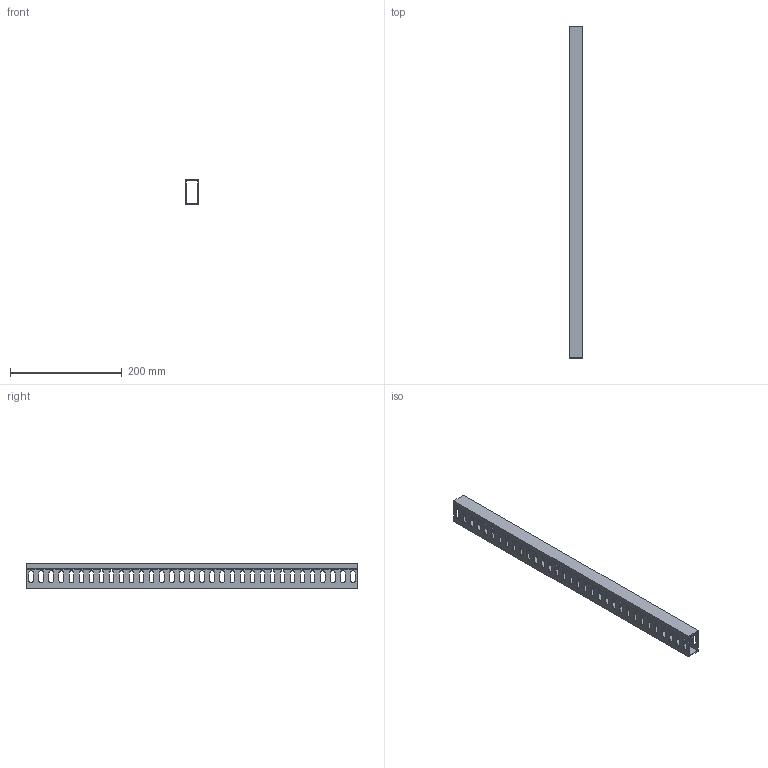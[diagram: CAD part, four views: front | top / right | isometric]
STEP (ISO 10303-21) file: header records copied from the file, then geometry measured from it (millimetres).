
FILE_DESCRIPTION(('FreeCAD Model'),'2;1');
FILE_NAME('Open CASCADE Shape Model','2023-04-06T10:03:43',(''),(''), 'Open CASCADE STEP processor 7.6','FreeCAD','Unknown');
FILE_SCHEMA(('AUTOMOTIVE_DESIGN { 1 0 10303 214 1 1 1 1 }'));
Length unit declared in the file: millimetre
Products named in the file (3): Slotted_Channel; Duct; Lid
Assembly tree (2 placements, depth 2):
  Slotted_Channel
    Duct
    Lid
Bounding box: 25 x 594 x 45 mm (x, y, z)
Volume: 132217.9 mm3; surface area: 144798.1 mm2
Topology: 2 solids, 2 shells, 548 faces, 1632 edges, 1088 vertices
Faces by surface type: plane 350, cylinder 198
Entity records: 18458 total; most frequent: CARTESIAN_POINT 3271, ORIENTED_EDGE 3264, DIRECTION 3130, EDGE_CURVE 1632, LINE 1236, VECTOR 1236, VERTEX_POINT 1088, AXIS2_PLACEMENT_3D 947
